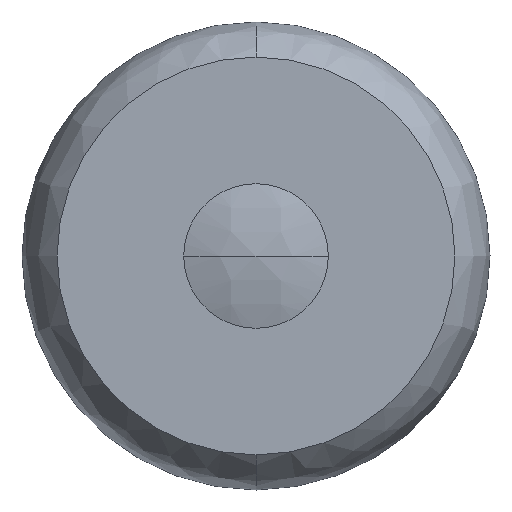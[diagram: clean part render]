
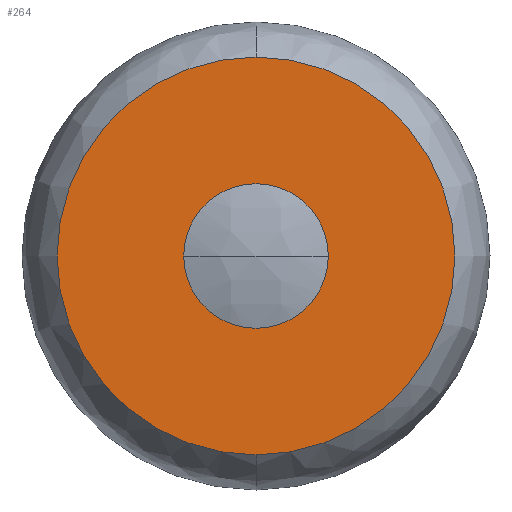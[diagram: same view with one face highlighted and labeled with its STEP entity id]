
A CAD part, front view. The second image highlights one B-rep face of the part: STEP entity #264.
In plain terms, the highlighted planar face has unit normal (0, -1, 0).
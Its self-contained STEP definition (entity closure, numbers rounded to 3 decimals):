
#54 = AXIS2_PLACEMENT_3D ( 'NONE', #3507, #3509, #3510 ) ;
#133 = AXIS2_PLACEMENT_3D ( 'NONE', #1055, #1060, #1061 ) ;
#264 = ADVANCED_FACE ( 'NONE', ( #615, #619 ), #3508, .T. ) ;
#409 = EDGE_LOOP ( 'NONE', ( #2612, #2613 ) ) ;
#411 = EDGE_LOOP ( 'NONE', ( #2614, #2615 ) ) ;
#615 = FACE_OUTER_BOUND ( 'NONE', #409, .T. ) ;
#619 = FACE_BOUND ( 'NONE', #411, .T. ) ;
#783 = CIRCLE ( 'NONE', #133, 15.13 ) ;
#1055 = CARTESIAN_POINT ( 'NONE',  ( 0., -5.5, 0. ) ) ;
#1060 = DIRECTION ( 'NONE',  ( 0., 1., 0. ) ) ;
#1061 = DIRECTION ( 'NONE',  ( 0., 0., 1. ) ) ;
#1808 = CARTESIAN_POINT ( 'NONE',  ( 0., -5.5, 0. ) ) ;
#1809 = DIRECTION ( 'NONE',  ( 0., 1., 0. ) ) ;
#1810 = DIRECTION ( 'NONE',  ( 0., 0., -1. ) ) ;
#1819 = CARTESIAN_POINT ( 'NONE',  ( 0., -5.5, 0. ) ) ;
#1820 = DIRECTION ( 'NONE',  ( 0., 1., 0. ) ) ;
#1821 = DIRECTION ( 'NONE',  ( 0., 0., -1. ) ) ;
#1831 = CARTESIAN_POINT ( 'NONE',  ( 0., -5.5, 0. ) ) ;
#1833 = DIRECTION ( 'NONE',  ( 0., 1., 0. ) ) ;
#1834 = DIRECTION ( 'NONE',  ( 0., 0., 1. ) ) ;
#2083 = CARTESIAN_POINT ( 'NONE',  ( 0., -5.5, -15.13 ) ) ;
#2084 = CARTESIAN_POINT ( 'NONE',  ( 0., -5.5, 15.13 ) ) ;
#2091 = CARTESIAN_POINT ( 'NONE',  ( 0., -5.5, 5.5 ) ) ;
#2092 = CARTESIAN_POINT ( 'NONE',  ( 0., -5.5, -5.5 ) ) ;
#2283 = CIRCLE ( 'NONE', #2383, 5.5 ) ;
#2286 = CIRCLE ( 'NONE', #2385, 5.5 ) ;
#2290 = CIRCLE ( 'NONE', #2388, 15.13 ) ;
#2383 = AXIS2_PLACEMENT_3D ( 'NONE', #1808, #1809, #1810 ) ;
#2385 = AXIS2_PLACEMENT_3D ( 'NONE', #1819, #1820, #1821 ) ;
#2388 = AXIS2_PLACEMENT_3D ( 'NONE', #1831, #1833, #1834 ) ;
#2612 = ORIENTED_EDGE ( 'NONE', *, *, #3105, .F. ) ;
#2613 = ORIENTED_EDGE ( 'NONE', *, *, #2908, .F. ) ;
#2614 = ORIENTED_EDGE ( 'NONE', *, *, #3097, .T. ) ;
#2615 = ORIENTED_EDGE ( 'NONE', *, *, #3101, .T. ) ;
#2908 = EDGE_CURVE ( 'NONE', #3294, #3295, #783, .T. ) ;
#3097 = EDGE_CURVE ( 'NONE', #3303, #3302, #2283, .T. ) ;
#3101 = EDGE_CURVE ( 'NONE', #3302, #3303, #2286, .T. ) ;
#3105 = EDGE_CURVE ( 'NONE', #3295, #3294, #2290, .T. ) ;
#3294 = VERTEX_POINT ( 'NONE', #2083 ) ;
#3295 = VERTEX_POINT ( 'NONE', #2084 ) ;
#3302 = VERTEX_POINT ( 'NONE', #2091 ) ;
#3303 = VERTEX_POINT ( 'NONE', #2092 ) ;
#3507 = CARTESIAN_POINT ( 'NONE',  ( -15.13, -5.5, 0. ) ) ;
#3508 = PLANE ( 'NONE',  #54 ) ;
#3509 = DIRECTION ( 'NONE',  ( 0., -1., 0. ) ) ;
#3510 = DIRECTION ( 'NONE',  ( 0., 0., -1. ) ) ;
